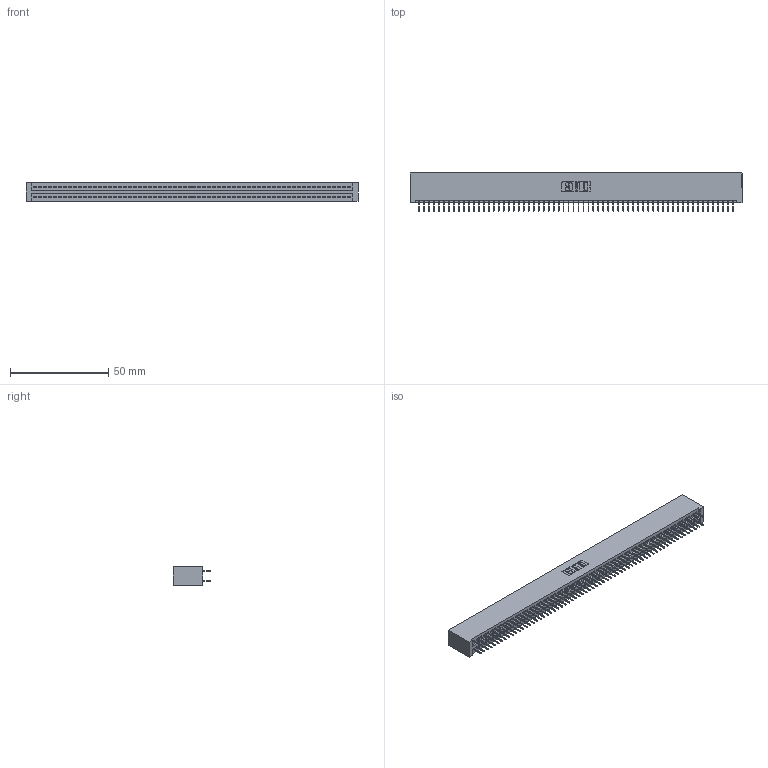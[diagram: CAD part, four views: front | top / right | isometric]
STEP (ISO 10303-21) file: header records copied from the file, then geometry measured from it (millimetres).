
FILE_DESCRIPTION (( 'STEP AP203' ), '1' );
FILE_NAME ('395-128-524-201.STEP', '2019-10-28T18:27:53', ( '' ), ( '' ), 'SwSTEP 2.0', 'SolidWorks 2016', '' );
FILE_SCHEMA (( 'CONFIG_CONTROL_DESIGN' ));
Length unit declared in the file: inch
Products named in the file (3): 345-292-001_345-293-124; 395-128-524-201; 345 Part_No Mounting Lugs
Assembly tree (129 placements, depth 2):
  395-128-524-201
    345 Part_No Mounting Lugs
    345-292-001_345-293-124  x128
Bounding box: 169.16 x 19.35 x 9.4 mm (x, y, z)
Volume: 17059.2 mm3; surface area: 25434.3 mm2
Topology: 129 solids, 129 shells, 7030 faces, 19901 edges, 12754 vertices
Faces by surface type: plane 5068, cylinder 1962
Entity records: 47051 total; most frequent: CARTESIAN_POINT 7864, ORIENTED_EDGE 7798, DIRECTION 6903, EDGE_CURVE 3899, VECTOR 3523, LINE 3523, VERTEX_POINT 2594, AXIS2_PLACEMENT_3D 1690
